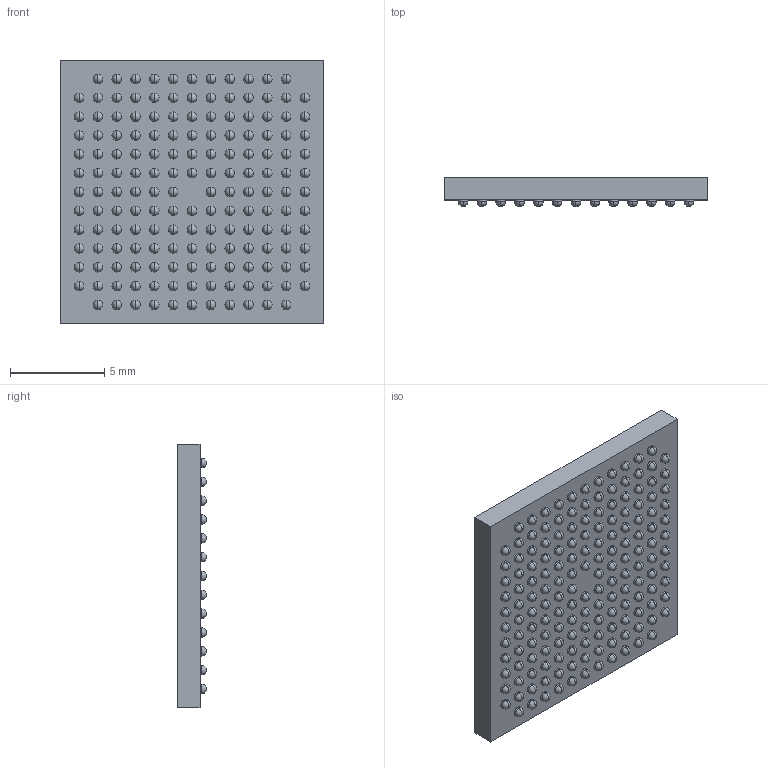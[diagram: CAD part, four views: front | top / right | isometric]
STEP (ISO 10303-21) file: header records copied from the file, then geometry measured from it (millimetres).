
FILE_DESCRIPTION (( 'STEP AP214' ), '1' );
FILE_NAME ('CXR726080.STEP', '2022-05-21T23:32:42', ( '' ), ( '' ), 'SwSTEP 2.0', 'SolidWorks 2022', '' );
FILE_SCHEMA (( 'AUTOMOTIVE_DESIGN' ));
Length unit declared in the file: millimetre
Products named in the file (1): CXR726080
Bounding box: 14 x 1.55 x 14 mm (x, y, z)
Volume: 243.7 mm3; surface area: 517.8 mm2
Topology: 1 solids, 1 shells, 784 faces, 2298 edges, 1368 vertices
Faces by surface type: cylinder 330, sphere 328, bspline 64, plane 62
Entity records: 25440 total; most frequent: CARTESIAN_POINT 7987, DIRECTION 3944, ORIENTED_EDGE 3284, AXIS2_PLACEMENT_3D 1709, EDGE_CURVE 1642, VERTEX_POINT 1040, CIRCLE 988, EDGE_LOOP 964
